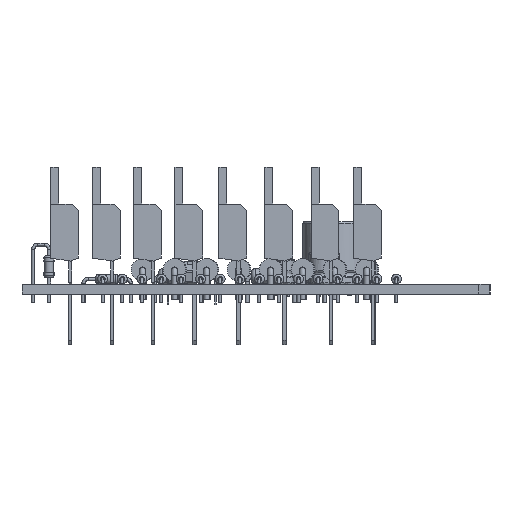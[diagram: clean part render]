
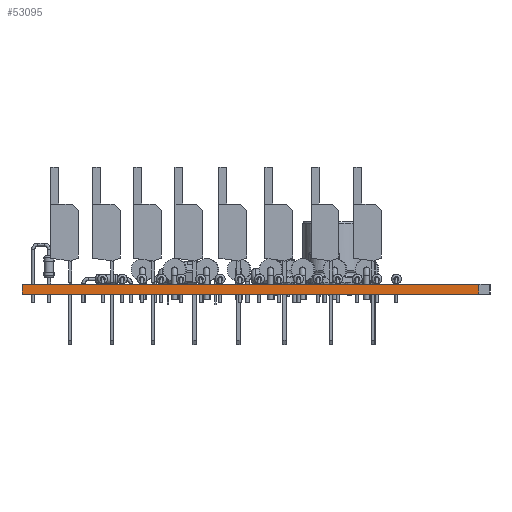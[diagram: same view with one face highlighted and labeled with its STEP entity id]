
A CAD part, left-side view. The second image highlights one B-rep face of the part: STEP entity #53095.
In plain terms, the highlighted planar face has unit normal (-1, -0.001, 0).
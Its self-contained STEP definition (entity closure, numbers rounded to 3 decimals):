
#33538 = PLANE('',#33539);
#33539 = AXIS2_PLACEMENT_3D('',#33540,#33541,#33542);
#33540 = CARTESIAN_POINT('',(-3.674,71.223,0.));
#33541 = DIRECTION('',(0.,1.,-0.));
#33542 = DIRECTION('',(1.,0.,0.));
#33566 = PLANE('',#33567);
#33567 = AXIS2_PLACEMENT_3D('',#33568,#33569,#33570);
#33568 = CARTESIAN_POINT('',(87.611,33.596,1.6));
#33569 = DIRECTION('',(-0.,-0.,-1.));
#33570 = DIRECTION('',(-1.,0.,0.));
#33620 = PLANE('',#33621);
#33621 = AXIS2_PLACEMENT_3D('',#33622,#33623,#33624);
#33622 = CARTESIAN_POINT('',(87.611,33.596,0.));
#33623 = DIRECTION('',(-0.,-0.,-1.));
#33624 = DIRECTION('',(-1.,0.,0.));
#33635 = EDGE_CURVE('',#33636,#33638,#33640,.T.);
#33636 = VERTEX_POINT('',#33637);
#33637 = CARTESIAN_POINT('',(-3.674,71.223,0.));
#33638 = VERTEX_POINT('',#33639);
#33639 = CARTESIAN_POINT('',(-3.674,71.223,1.6));
#33640 = SURFACE_CURVE('',#33641,(#33645,#33652),.PCURVE_S1.);
#33641 = LINE('',#33642,#33643);
#33642 = CARTESIAN_POINT('',(-3.674,71.223,0.));
#33643 = VECTOR('',#33644,1.);
#33644 = DIRECTION('',(0.,0.,1.));
#33645 = PCURVE('',#33538,#33646);
#33646 = DEFINITIONAL_REPRESENTATION('',(#33647),#33651);
#33647 = LINE('',#33648,#33649);
#33648 = CARTESIAN_POINT('',(0.,0.));
#33649 = VECTOR('',#33650,1.);
#33650 = DIRECTION('',(0.,-1.));
#33651 = ( GEOMETRIC_REPRESENTATION_CONTEXT(2) 
PARAMETRIC_REPRESENTATION_CONTEXT() REPRESENTATION_CONTEXT('2D SPACE',''
  ) );
#33652 = PCURVE('',#33653,#33658);
#33653 = PLANE('',#33654);
#33654 = AXIS2_PLACEMENT_3D('',#33655,#33656,#33657);
#33655 = CARTESIAN_POINT('',(-3.624,-2.259,0.));
#33656 = DIRECTION('',(-1.,-0.001,0.));
#33657 = DIRECTION('',(-0.001,1.,0.));
#33658 = DEFINITIONAL_REPRESENTATION('',(#33659),#33663);
#33659 = LINE('',#33660,#33661);
#33660 = CARTESIAN_POINT('',(73.482,0.));
#33661 = VECTOR('',#33662,1.);
#33662 = DIRECTION('',(0.,-1.));
#33663 = ( GEOMETRIC_REPRESENTATION_CONTEXT(2) 
PARAMETRIC_REPRESENTATION_CONTEXT() REPRESENTATION_CONTEXT('2D SPACE',''
  ) );
#33841 = VERTEX_POINT('',#33842);
#33842 = CARTESIAN_POINT('',(-3.624,-2.259,0.));
#33856 = PLANE('',#33857);
#33857 = AXIS2_PLACEMENT_3D('',#33858,#33859,#33860);
#33858 = CARTESIAN_POINT('',(-3.624,-4.025,0.));
#33859 = DIRECTION('',(-1.,0.,0.));
#33860 = DIRECTION('',(0.,1.,0.));
#33868 = EDGE_CURVE('',#33841,#33636,#33869,.T.);
#33869 = SURFACE_CURVE('',#33870,(#33874,#33881),.PCURVE_S1.);
#33870 = LINE('',#33871,#33872);
#33871 = CARTESIAN_POINT('',(-3.624,-2.259,0.));
#33872 = VECTOR('',#33873,1.);
#33873 = DIRECTION('',(-0.001,1.,0.));
#33874 = PCURVE('',#33620,#33875);
#33875 = DEFINITIONAL_REPRESENTATION('',(#33876),#33880);
#33876 = LINE('',#33877,#33878);
#33877 = CARTESIAN_POINT('',(91.234,-35.855));
#33878 = VECTOR('',#33879,1.);
#33879 = DIRECTION('',(0.001,1.));
#33880 = ( GEOMETRIC_REPRESENTATION_CONTEXT(2) 
PARAMETRIC_REPRESENTATION_CONTEXT() REPRESENTATION_CONTEXT('2D SPACE',''
  ) );
#33881 = PCURVE('',#33653,#33882);
#33882 = DEFINITIONAL_REPRESENTATION('',(#33883),#33887);
#33883 = LINE('',#33884,#33885);
#33884 = CARTESIAN_POINT('',(0.,0.));
#33885 = VECTOR('',#33886,1.);
#33886 = DIRECTION('',(1.,0.));
#33887 = ( GEOMETRIC_REPRESENTATION_CONTEXT(2) 
PARAMETRIC_REPRESENTATION_CONTEXT() REPRESENTATION_CONTEXT('2D SPACE',''
  ) );
#44232 = VERTEX_POINT('',#44233);
#44233 = CARTESIAN_POINT('',(-3.624,-2.259,1.6));
#44254 = EDGE_CURVE('',#44232,#33638,#44255,.T.);
#44255 = SURFACE_CURVE('',#44256,(#44260,#44267),.PCURVE_S1.);
#44256 = LINE('',#44257,#44258);
#44257 = CARTESIAN_POINT('',(-3.624,-2.259,1.6));
#44258 = VECTOR('',#44259,1.);
#44259 = DIRECTION('',(-0.001,1.,0.));
#44260 = PCURVE('',#33566,#44261);
#44261 = DEFINITIONAL_REPRESENTATION('',(#44262),#44266);
#44262 = LINE('',#44263,#44264);
#44263 = CARTESIAN_POINT('',(91.234,-35.855));
#44264 = VECTOR('',#44265,1.);
#44265 = DIRECTION('',(0.001,1.));
#44266 = ( GEOMETRIC_REPRESENTATION_CONTEXT(2) 
PARAMETRIC_REPRESENTATION_CONTEXT() REPRESENTATION_CONTEXT('2D SPACE',''
  ) );
#44267 = PCURVE('',#33653,#44268);
#44268 = DEFINITIONAL_REPRESENTATION('',(#44269),#44273);
#44269 = LINE('',#44270,#44271);
#44270 = CARTESIAN_POINT('',(0.,-1.6));
#44271 = VECTOR('',#44272,1.);
#44272 = DIRECTION('',(1.,0.));
#44273 = ( GEOMETRIC_REPRESENTATION_CONTEXT(2) 
PARAMETRIC_REPRESENTATION_CONTEXT() REPRESENTATION_CONTEXT('2D SPACE',''
  ) );
#53095 = ADVANCED_FACE('',(#53096),#33653,.T.);
#53096 = FACE_BOUND('',#53097,.T.);
#53097 = EDGE_LOOP('',(#53098,#53119,#53120,#53121));
#53098 = ORIENTED_EDGE('',*,*,#53099,.T.);
#53099 = EDGE_CURVE('',#33841,#44232,#53100,.T.);
#53100 = SURFACE_CURVE('',#53101,(#53105,#53112),.PCURVE_S1.);
#53101 = LINE('',#53102,#53103);
#53102 = CARTESIAN_POINT('',(-3.624,-2.259,0.));
#53103 = VECTOR('',#53104,1.);
#53104 = DIRECTION('',(0.,0.,1.));
#53105 = PCURVE('',#33653,#53106);
#53106 = DEFINITIONAL_REPRESENTATION('',(#53107),#53111);
#53107 = LINE('',#53108,#53109);
#53108 = CARTESIAN_POINT('',(0.,0.));
#53109 = VECTOR('',#53110,1.);
#53110 = DIRECTION('',(0.,-1.));
#53111 = ( GEOMETRIC_REPRESENTATION_CONTEXT(2) 
PARAMETRIC_REPRESENTATION_CONTEXT() REPRESENTATION_CONTEXT('2D SPACE',''
  ) );
#53112 = PCURVE('',#33856,#53113);
#53113 = DEFINITIONAL_REPRESENTATION('',(#53114),#53118);
#53114 = LINE('',#53115,#53116);
#53115 = CARTESIAN_POINT('',(1.767,0.));
#53116 = VECTOR('',#53117,1.);
#53117 = DIRECTION('',(0.,-1.));
#53118 = ( GEOMETRIC_REPRESENTATION_CONTEXT(2) 
PARAMETRIC_REPRESENTATION_CONTEXT() REPRESENTATION_CONTEXT('2D SPACE',''
  ) );
#53119 = ORIENTED_EDGE('',*,*,#44254,.T.);
#53120 = ORIENTED_EDGE('',*,*,#33635,.F.);
#53121 = ORIENTED_EDGE('',*,*,#33868,.F.);
